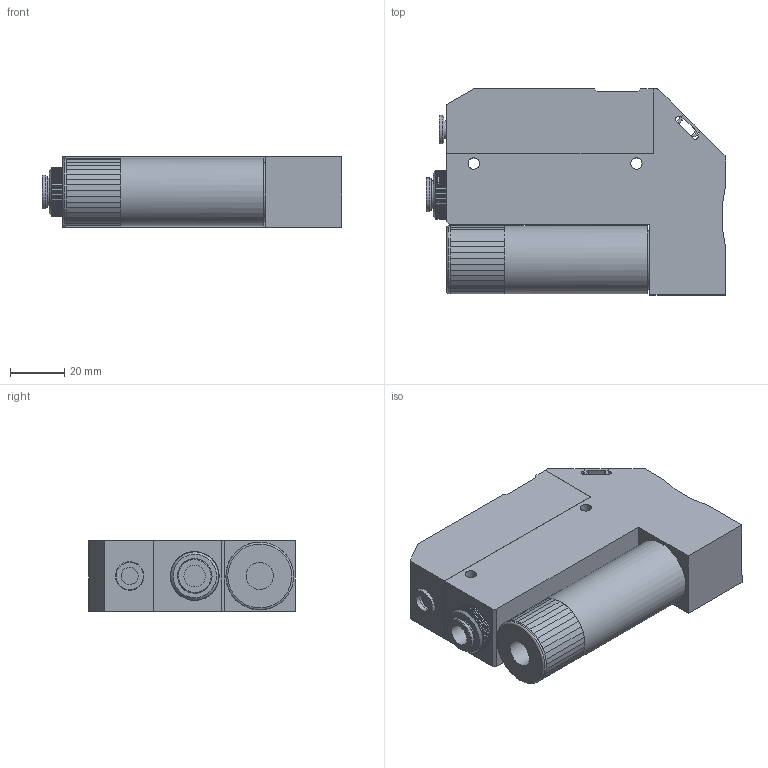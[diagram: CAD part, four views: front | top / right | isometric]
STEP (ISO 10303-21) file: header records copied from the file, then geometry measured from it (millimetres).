
FILE_DESCRIPTION(/* description */ (''),/* implementation_level */ '2;1');
FILE_NAME(/* name */ 'NK2+CK.stp',/* time_stamp */ '2020-04-29T10:59:38+02:00',/* author */ ('nebuc'),/* organization */ (''),/* preprocessor_version */ 'ST-DEVELOPER v17',/* originating_system */ 'Autodesk Inventor 2019',/* authorisation */ '');
FILE_SCHEMA (('AUTOMOTIVE_DESIGN { 1 0 10303 214 3 1 1 }'));
Length unit declared in the file: millimetre
Products named in the file (1): NK2+CK
Bounding box: 110.55 x 76.01 x 26.11 mm (x, y, z)
Volume: 169050.7 mm3; surface area: 32118.7 mm2
Topology: 1 solids, 1 shells, 474 faces, 1217 edges, 762 vertices
Faces by surface type: plane 374, cylinder 85, cone 10, torus 5
Full cylindrical faces by diameter (mm): 4.2 x2, 6.3 x1, 6.5 x1, 7 x2, 8 x1, 8.5 x1, 10 x1, 10.313 x1, 10.5 x1, 12.5 x1, 16 x1, 18.631 x1, 21.6 x1, 24 x1, 25 x2
Entity records: 14424 total; most frequent: DIRECTION 2484, CARTESIAN_POINT 2484, ORIENTED_EDGE 2430, EDGE_CURVE 1215, LINE 864, VECTOR 864, AXIS2_PLACEMENT_3D 810, VERTEX_POINT 762
